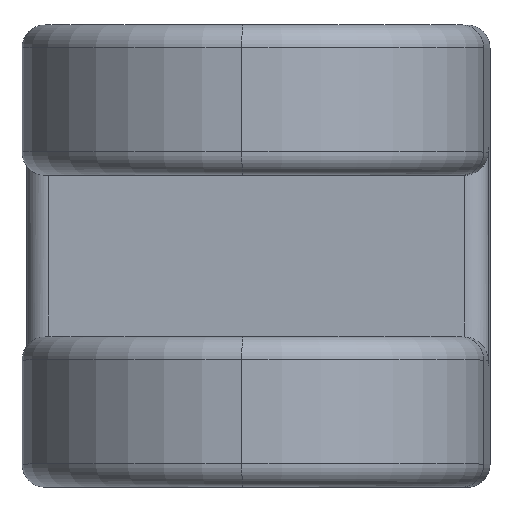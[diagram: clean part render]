
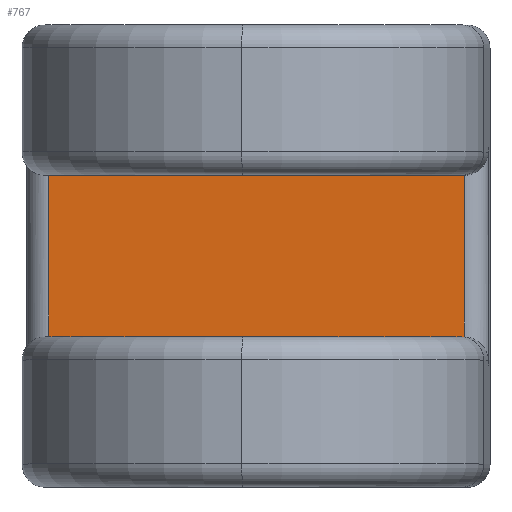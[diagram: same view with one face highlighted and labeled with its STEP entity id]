
A CAD part, top view. The second image highlights one B-rep face of the part: STEP entity #767.
In plain terms, the highlighted planar face has unit normal (-0.048, 0, 0.999).
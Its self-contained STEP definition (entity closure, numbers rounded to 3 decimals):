
#20 = ORIENTED_EDGE ( 'NONE', *, *, #884, .F. ) ;
#85 = CARTESIAN_POINT ( 'NONE',  ( 433.022, 68.5, 83.682 ) ) ;
#100 = VECTOR ( 'NONE', #121, 1000. ) ;
#121 = DIRECTION ( 'NONE',  ( 0., 1., 0. ) ) ;
#158 = VERTEX_POINT ( 'NONE', #230 ) ;
#172 = EDGE_CURVE ( 'NONE', #749, #718, #786, .T. ) ;
#182 = EDGE_LOOP ( 'NONE', ( #699, #1875, #20, #1829 ) ) ;
#228 = AXIS2_PLACEMENT_3D ( 'NONE', #635, #348, #1535 ) ;
#230 = CARTESIAN_POINT ( 'NONE',  ( 442.012, 65., 84.113 ) ) ;
#342 = CARTESIAN_POINT ( 'NONE',  ( 433.022, 65., 83.682 ) ) ;
#348 = DIRECTION ( 'NONE',  ( 0.048, 0., -0.999 ) ) ;
#396 = CARTESIAN_POINT ( 'NONE',  ( 433.022, 65., 83.682 ) ) ;
#418 = VECTOR ( 'NONE', #1250, 1000. ) ;
#496 = PLANE ( 'NONE',  #228 ) ;
#520 = CARTESIAN_POINT ( 'NONE',  ( 442.012, 68.5, 84.113 ) ) ;
#635 = CARTESIAN_POINT ( 'NONE',  ( 428.327, 66.75, 83.458 ) ) ;
#699 = ORIENTED_EDGE ( 'NONE', *, *, #1602, .T. ) ;
#718 = VERTEX_POINT ( 'NONE', #396 ) ;
#749 = VERTEX_POINT ( 'NONE', #1658 ) ;
#767 = ADVANCED_FACE ( 'NONE', ( #1803 ), #496, .F. ) ;
#786 = LINE ( 'NONE', #85, #418 ) ;
#828 = DIRECTION ( 'NONE',  ( 0.999, 0., 0.048 ) ) ;
#884 = EDGE_CURVE ( 'NONE', #749, #1674, #1405, .T. ) ;
#989 = CARTESIAN_POINT ( 'NONE',  ( 433.022, 68.5, 83.682 ) ) ;
#1223 = LINE ( 'NONE', #342, #1414 ) ;
#1250 = DIRECTION ( 'NONE',  ( 0., -1., 0. ) ) ;
#1264 = VECTOR ( 'NONE', #828, 1000. ) ;
#1295 = CARTESIAN_POINT ( 'NONE',  ( 442.012, 65., 84.113 ) ) ;
#1304 = LINE ( 'NONE', #1295, #100 ) ;
#1317 = EDGE_CURVE ( 'NONE', #158, #1674, #1304, .T. ) ;
#1405 = LINE ( 'NONE', #989, #1264 ) ;
#1414 = VECTOR ( 'NONE', #1521, 1000. ) ;
#1521 = DIRECTION ( 'NONE',  ( 0.999, 0., 0.048 ) ) ;
#1535 = DIRECTION ( 'NONE',  ( 0., -1., 0. ) ) ;
#1602 = EDGE_CURVE ( 'NONE', #718, #158, #1223, .T. ) ;
#1658 = CARTESIAN_POINT ( 'NONE',  ( 433.022, 68.5, 83.682 ) ) ;
#1674 = VERTEX_POINT ( 'NONE', #520 ) ;
#1803 = FACE_OUTER_BOUND ( 'NONE', #182, .T. ) ;
#1829 = ORIENTED_EDGE ( 'NONE', *, *, #172, .T. ) ;
#1875 = ORIENTED_EDGE ( 'NONE', *, *, #1317, .T. ) ;
